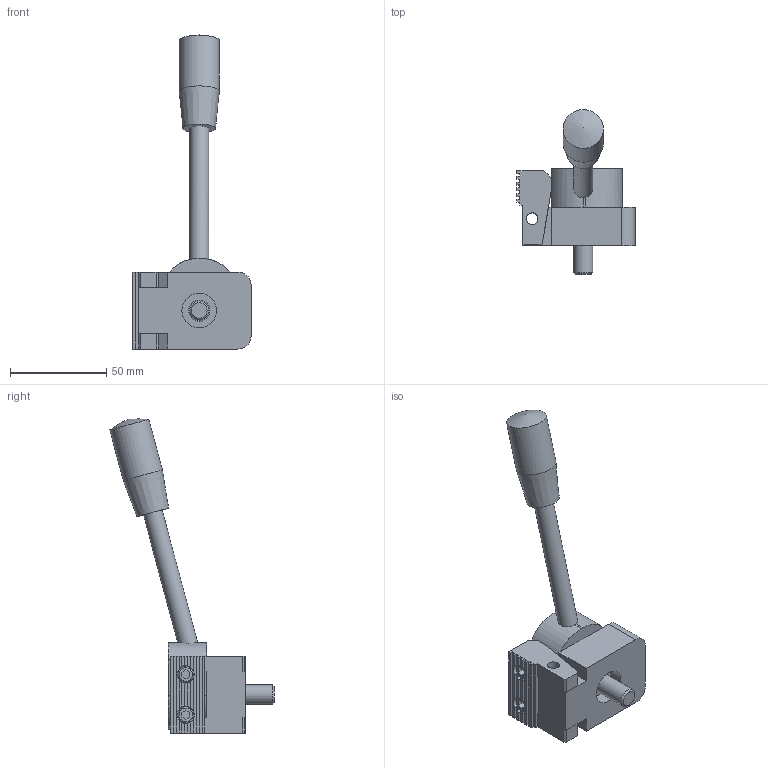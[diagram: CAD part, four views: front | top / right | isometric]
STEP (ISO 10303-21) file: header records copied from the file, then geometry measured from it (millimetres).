
FILE_DESCRIPTION( ( 'STEP AP214' ), '1' );
FILE_NAME( 'K0035.010040_0.stp', '2020-11-24T15:15:40', ( '' ), ( '' ), ' ', 'PARTsolutions', ' ' );
FILE_SCHEMA( ( 'AUTOMOTIVE_DESIGN { 1 0 10303 214 1 1 1 1 }' ) );
Length unit declared in the file: millimetre
Products named in the file (1): _K0035.010040_0
Bounding box: 61.5 x 85.5 x 163.25 mm (x, y, z)
Volume: 104019.6 mm3; surface area: 25812.6 mm2
Topology: 1 solids, 1 shells, 136 faces, 366 edges, 239 vertices
Faces by surface type: plane 111, cylinder 19, torus 3, cone 2, bspline 1
Full cylindrical faces by diameter (mm): 6 x1, 8 x2, 9 x2, 10 x2, 11 x1, 16.3 x1, 16.5 x1, 18 x1, 21 x1, 27 x1
Entity records: 5297 total; most frequent: CARTESIAN_POINT 807, ORIENTED_EDGE 688, DIRECTION 682, EDGE_CURVE 344, LINE 274, VECTOR 274, VERTEX_POINT 237, AXIS2_PLACEMENT_3D 204
